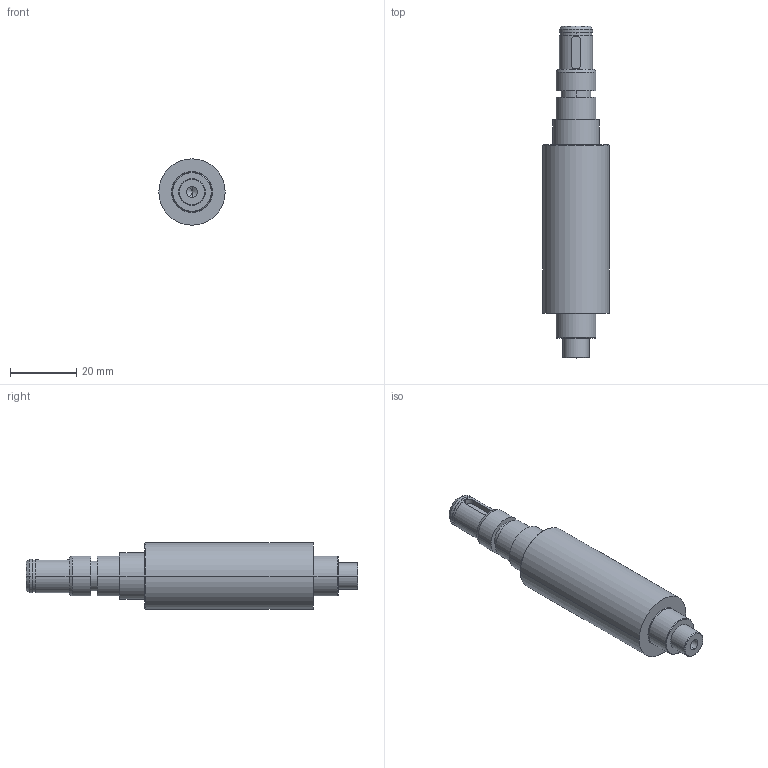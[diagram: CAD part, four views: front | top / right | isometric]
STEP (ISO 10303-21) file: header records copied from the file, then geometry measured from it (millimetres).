
FILE_DESCRIPTION (( 'STEP AP214' ), '1' );
FILE_NAME ('ALTI2-USI-005-A-AXE2.STEP', '2021-12-22T16:02:31', ( '' ), ( '' ), 'SwSTEP 2.0', 'SolidWorks 2021', '' );
FILE_SCHEMA (( 'AUTOMOTIVE_DESIGN' ));
Length unit declared in the file: millimetre
Products named in the file (1): ALTI2-USI-005-A-AXE2
Bounding box: 20 x 100.2 x 20 mm (x, y, z)
Volume: 20775.1 mm3; surface area: 5778.8 mm2
Topology: 1 solids, 1 shells, 52 faces, 112 edges, 68 vertices
Faces by surface type: cylinder 24, cone 14, plane 14
Entity records: 1478 total; most frequent: CARTESIAN_POINT 276, DIRECTION 268, ORIENTED_EDGE 212, AXIS2_PLACEMENT_3D 112, EDGE_CURVE 106, VERTEX_POINT 66, EDGE_LOOP 62, CIRCLE 59
